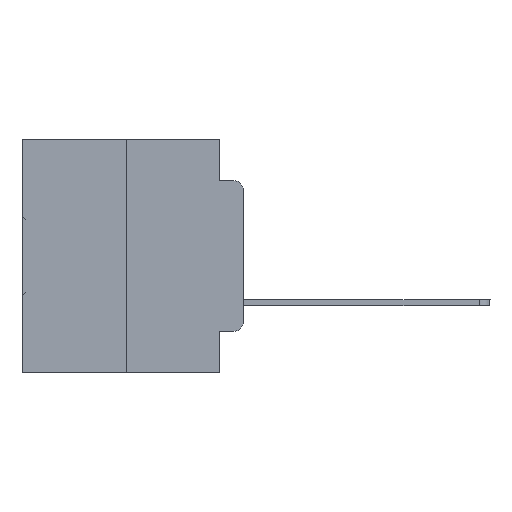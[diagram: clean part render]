
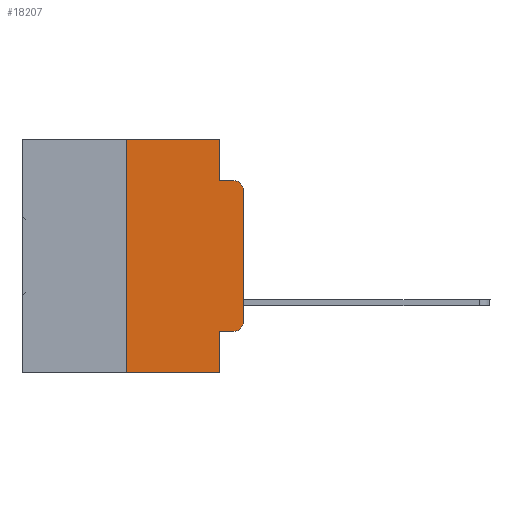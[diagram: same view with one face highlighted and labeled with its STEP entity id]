
A CAD part, left-side view. The second image highlights one B-rep face of the part: STEP entity #18207.
In plain terms, the highlighted planar face has unit normal (-1, 0, 0).
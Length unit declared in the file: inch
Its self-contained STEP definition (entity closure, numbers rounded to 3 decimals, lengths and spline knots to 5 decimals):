
#235 = CIRCLE ( 'NONE', #14189, 0.02 ) ;
#1051 = DIRECTION ( 'NONE',  ( 0., 0., 1. ) ) ;
#1203 = VERTEX_POINT ( 'NONE', #15541 ) ;
#1342 = VERTEX_POINT ( 'NONE', #32440 ) ;
#1829 = ORIENTED_EDGE ( 'NONE', *, *, #12921, .T. ) ;
#1932 = LINE ( 'NONE', #29111, #10988 ) ;
#3257 = ORIENTED_EDGE ( 'NONE', *, *, #25238, .T. ) ;
#3364 = ORIENTED_EDGE ( 'NONE', *, *, #8546, .T. ) ;
#3436 = VECTOR ( 'NONE', #27292, 39.37008 ) ;
#3441 = ORIENTED_EDGE ( 'NONE', *, *, #17661, .F. ) ;
#4143 = CARTESIAN_POINT ( 'NONE',  ( 0., 0.051, -0.0885 ) ) ;
#4784 = EDGE_CURVE ( 'NONE', #32264, #26238, #235, .T. ) ;
#4986 = LINE ( 'NONE', #8894, #30681 ) ;
#5118 = EDGE_LOOP ( 'NONE', ( #3364, #22223, #23684, #15542, #3441, #30559, #1829, #32547, #3257, #29906 ) ) ;
#5206 = VERTEX_POINT ( 'NONE', #28645 ) ;
#5896 = AXIS2_PLACEMENT_3D ( 'NONE', #12952, #22939, #7589 ) ;
#6210 = EDGE_CURVE ( 'NONE', #10633, #14043, #15892, .T. ) ;
#6428 = DIRECTION ( 'NONE',  ( 0., -1., 0. ) ) ;
#6737 = CARTESIAN_POINT ( 'NONE',  ( 0., 0.051, 0. ) ) ;
#7589 = DIRECTION ( 'NONE',  ( 0., 0., -1. ) ) ;
#7981 = LINE ( 'NONE', #24324, #20955 ) ;
#8438 = CARTESIAN_POINT ( 'NONE',  ( 0., 0.051, 0. ) ) ;
#8546 = EDGE_CURVE ( 'NONE', #1203, #32264, #1932, .T. ) ;
#8894 = CARTESIAN_POINT ( 'NONE',  ( 0., 0.25, 0. ) ) ;
#9341 = VERTEX_POINT ( 'NONE', #8438 ) ;
#9421 = CARTESIAN_POINT ( 'NONE',  ( 0., 0.473, -0.5 ) ) ;
#10633 = VERTEX_POINT ( 'NONE', #24601 ) ;
#10988 = VECTOR ( 'NONE', #13957, 39.37008 ) ;
#12075 = VERTEX_POINT ( 'NONE', #23410 ) ;
#12171 = CARTESIAN_POINT ( 'NONE',  ( 0., 0.02, -0.0885 ) ) ;
#12921 = EDGE_CURVE ( 'NONE', #12075, #14043, #13567, .T. ) ;
#12952 = CARTESIAN_POINT ( 'NONE',  ( 0., 0.02, -0.3915 ) ) ;
#13567 = LINE ( 'NONE', #9421, #23087 ) ;
#13957 = DIRECTION ( 'NONE',  ( 0., 0., 1. ) ) ;
#14043 = VERTEX_POINT ( 'NONE', #18516 ) ;
#14189 = AXIS2_PLACEMENT_3D ( 'NONE', #20432, #22887, #22551 ) ;
#15304 = CARTESIAN_POINT ( 'NONE',  ( 0., 0.051, 0. ) ) ;
#15541 = CARTESIAN_POINT ( 'NONE',  ( 0., 0., -0.3915 ) ) ;
#15542 = ORIENTED_EDGE ( 'NONE', *, *, #30460, .F. ) ;
#15892 = LINE ( 'NONE', #15304, #21840 ) ;
#15905 = AXIS2_PLACEMENT_3D ( 'NONE', #25115, #25320, #32503 ) ;
#15940 = CARTESIAN_POINT ( 'NONE',  ( 0., 0., -0.1085 ) ) ;
#16940 = CARTESIAN_POINT ( 'NONE',  ( 0., 0.051, -0.4115 ) ) ;
#17541 = DIRECTION ( 'NONE',  ( 0., 0., -1. ) ) ;
#17661 = EDGE_CURVE ( 'NONE', #1342, #9341, #22814, .T. ) ;
#18207 = ADVANCED_FACE ( 'NONE', ( #21681 ), #22677, .F. ) ;
#18516 = CARTESIAN_POINT ( 'NONE',  ( 0., 0.051, -0.5 ) ) ;
#19713 = DIRECTION ( 'NONE',  ( 0., -1., 0. ) ) ;
#20309 = CIRCLE ( 'NONE', #5896, 0.02 ) ;
#20432 = CARTESIAN_POINT ( 'NONE',  ( 0., 0.02, -0.1085 ) ) ;
#20955 = VECTOR ( 'NONE', #6428, 39.37008 ) ;
#21681 = FACE_OUTER_BOUND ( 'NONE', #5118, .T. ) ;
#21840 = VECTOR ( 'NONE', #17541, 39.37008 ) ;
#22223 = ORIENTED_EDGE ( 'NONE', *, *, #4784, .T. ) ;
#22240 = CARTESIAN_POINT ( 'NONE',  ( 0., 0.473, 0. ) ) ;
#22551 = DIRECTION ( 'NONE',  ( 0., 0., -1. ) ) ;
#22677 = PLANE ( 'NONE',  #15905 ) ;
#22682 = EDGE_CURVE ( 'NONE', #25241, #26238, #7981, .T. ) ;
#22814 = LINE ( 'NONE', #22240, #3436 ) ;
#22887 = DIRECTION ( 'NONE',  ( -1., 0., 0. ) ) ;
#22939 = DIRECTION ( 'NONE',  ( -1., 0., 0. ) ) ;
#23071 = VECTOR ( 'NONE', #19713, 39.37008 ) ;
#23087 = VECTOR ( 'NONE', #24076, 39.37008 ) ;
#23410 = CARTESIAN_POINT ( 'NONE',  ( 0., 0.25, -0.5 ) ) ;
#23684 = ORIENTED_EDGE ( 'NONE', *, *, #22682, .F. ) ;
#23976 = VECTOR ( 'NONE', #27157, 39.37008 ) ;
#24076 = DIRECTION ( 'NONE',  ( 0., -1., 0. ) ) ;
#24324 = CARTESIAN_POINT ( 'NONE',  ( 0., 0.051, -0.0885 ) ) ;
#24601 = CARTESIAN_POINT ( 'NONE',  ( 0., 0.051, -0.4115 ) ) ;
#24771 = EDGE_CURVE ( 'NONE', #5206, #1203, #20309, .T. ) ;
#25115 = CARTESIAN_POINT ( 'NONE',  ( 0., 0.473, 0. ) ) ;
#25238 = EDGE_CURVE ( 'NONE', #10633, #5206, #29786, .T. ) ;
#25241 = VERTEX_POINT ( 'NONE', #4143 ) ;
#25320 = DIRECTION ( 'NONE',  ( 1., 0., 0. ) ) ;
#26238 = VERTEX_POINT ( 'NONE', #12171 ) ;
#26350 = LINE ( 'NONE', #6737, #23976 ) ;
#27157 = DIRECTION ( 'NONE',  ( 0., 0., -1. ) ) ;
#27292 = DIRECTION ( 'NONE',  ( 0., -1., 0. ) ) ;
#28645 = CARTESIAN_POINT ( 'NONE',  ( 0., 0.02, -0.4115 ) ) ;
#29111 = CARTESIAN_POINT ( 'NONE',  ( 0., 0., 0. ) ) ;
#29786 = LINE ( 'NONE', #16940, #23071 ) ;
#29906 = ORIENTED_EDGE ( 'NONE', *, *, #24771, .T. ) ;
#30460 = EDGE_CURVE ( 'NONE', #9341, #25241, #26350, .T. ) ;
#30559 = ORIENTED_EDGE ( 'NONE', *, *, #31024, .F. ) ;
#30681 = VECTOR ( 'NONE', #1051, 39.37008 ) ;
#31024 = EDGE_CURVE ( 'NONE', #12075, #1342, #4986, .T. ) ;
#32264 = VERTEX_POINT ( 'NONE', #15940 ) ;
#32440 = CARTESIAN_POINT ( 'NONE',  ( 0., 0.25, 0. ) ) ;
#32503 = DIRECTION ( 'NONE',  ( 0., 0., -1. ) ) ;
#32547 = ORIENTED_EDGE ( 'NONE', *, *, #6210, .F. ) ;
